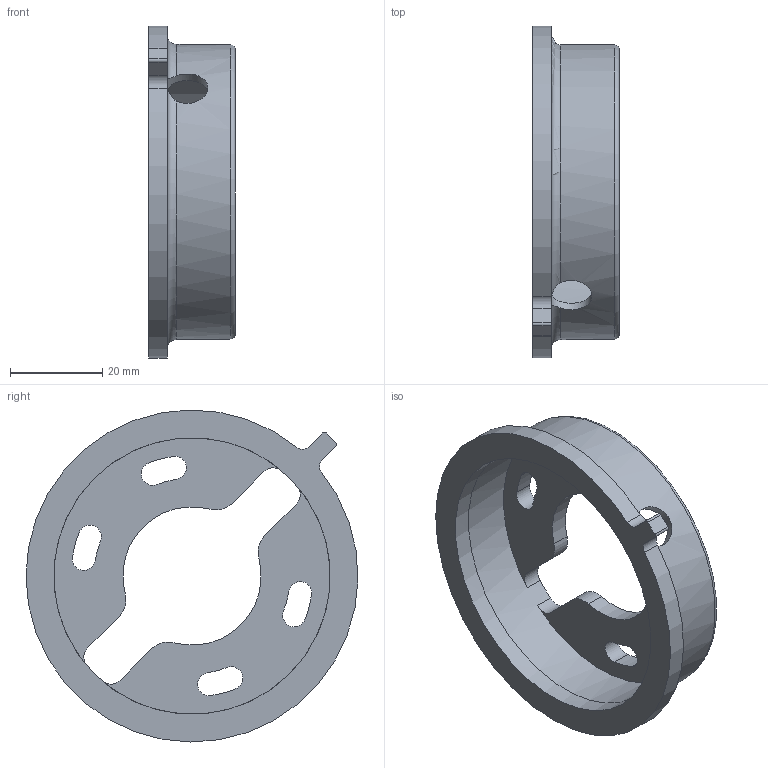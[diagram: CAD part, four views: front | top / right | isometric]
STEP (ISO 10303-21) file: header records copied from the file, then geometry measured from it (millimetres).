
FILE_DESCRIPTION(/* description */ (''),/* implementation_level */ '2;1');
FILE_NAME(/* name */ 'EndstopPinVF.step',/* time_stamp */ '2020-12-29T11:34:48+01:00',/* author */ (''),/* organization */ (''),/* preprocessor_version */ 'ST-DEVELOPER v18.1',/* originating_system */ 'Autodesk Translation Framework v9.7.0.1280',/* authorisation */ '');
FILE_SCHEMA (('AUTOMOTIVE_DESIGN { 1 0 10303 214 3 1 1 }'));
Length unit declared in the file: millimetre
Products named in the file (1): Endstop Pin (1) (1)
Bounding box: 18.75 x 71.99 x 72 mm (x, y, z)
Volume: 17387.4 mm3; surface area: 13200.5 mm2
Topology: 1 solids, 1 shells, 49 faces, 142 edges, 94 vertices
Faces by surface type: cylinder 35, plane 12, torus 2
Full cylindrical faces by diameter (mm): 60 x2, 64 x1
Entity records: 1819 total; most frequent: CARTESIAN_POINT 393, DIRECTION 315, ORIENTED_EDGE 284, EDGE_CURVE 142, AXIS2_PLACEMENT_3D 128, VERTEX_POINT 94, CIRCLE 78, EDGE_LOOP 60
